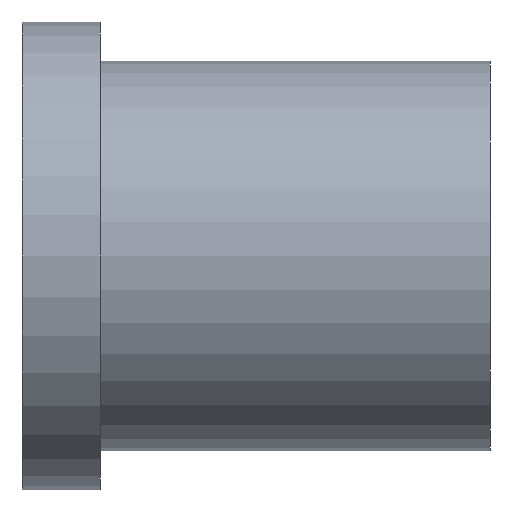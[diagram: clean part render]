
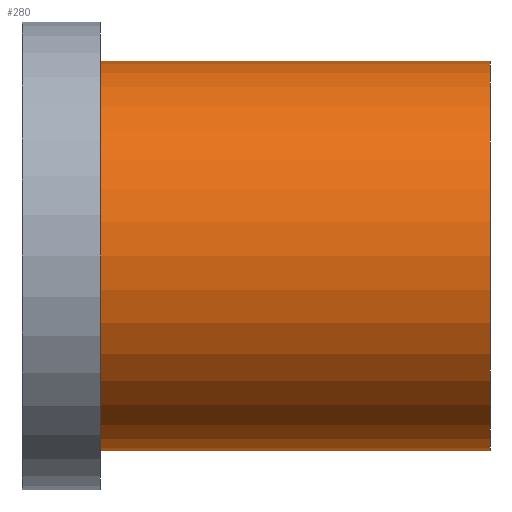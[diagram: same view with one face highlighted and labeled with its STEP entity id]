
A CAD part, front view. The second image highlights one B-rep face of the part: STEP entity #280.
In plain terms, the highlighted cylindrical face has radius 25 mm (diameter 50 mm), a partial arc.
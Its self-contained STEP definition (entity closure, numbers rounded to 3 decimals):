
#14 = VERTEX_POINT ( 'NONE', #179 ) ;
#17 = CARTESIAN_POINT ( 'NONE',  ( 0., 0., 0. ) ) ;
#29 = ORIENTED_EDGE ( 'NONE', *, *, #267, .F. ) ;
#53 = ORIENTED_EDGE ( 'NONE', *, *, #204, .T. ) ;
#56 = DIRECTION ( 'NONE',  ( -1., 0., 0. ) ) ;
#67 = AXIS2_PLACEMENT_3D ( 'NONE', #17, #115, #188 ) ;
#71 = ORIENTED_EDGE ( 'NONE', *, *, #284, .T. ) ;
#73 = AXIS2_PLACEMENT_3D ( 'NONE', #90, #56, #214 ) ;
#82 = DIRECTION ( 'NONE',  ( -1., 0., 0. ) ) ;
#90 = CARTESIAN_POINT ( 'NONE',  ( 10., 0., 0. ) ) ;
#99 = VERTEX_POINT ( 'NONE', #159 ) ;
#111 = LINE ( 'NONE', #114, #292 ) ;
#114 = CARTESIAN_POINT ( 'NONE',  ( 0., 0., -25. ) ) ;
#115 = DIRECTION ( 'NONE',  ( -1., 0., 0. ) ) ;
#121 = EDGE_CURVE ( 'NONE', #306, #124, #111, .T. ) ;
#124 = VERTEX_POINT ( 'NONE', #183 ) ;
#130 = FACE_OUTER_BOUND ( 'NONE', #277, .T. ) ;
#159 = CARTESIAN_POINT ( 'NONE',  ( 60., 0., 25. ) ) ;
#163 = VECTOR ( 'NONE', #235, 1000. ) ;
#179 = CARTESIAN_POINT ( 'NONE',  ( 10., 0., 25. ) ) ;
#182 = DIRECTION ( 'NONE',  ( -1., 0., 0. ) ) ;
#183 = CARTESIAN_POINT ( 'NONE',  ( 10., 0., -25. ) ) ;
#184 = LINE ( 'NONE', #258, #163 ) ;
#188 = DIRECTION ( 'NONE',  ( 0., 0., 1. ) ) ;
#200 = ORIENTED_EDGE ( 'NONE', *, *, #121, .F. ) ;
#204 = EDGE_CURVE ( 'NONE', #306, #99, #223, .T. ) ;
#214 = DIRECTION ( 'NONE',  ( 0., 0., 1. ) ) ;
#216 = CYLINDRICAL_SURFACE ( 'NONE', #67, 25. ) ;
#223 = CIRCLE ( 'NONE', #249, 25. ) ;
#235 = DIRECTION ( 'NONE',  ( -1., 0., 0. ) ) ;
#241 = CARTESIAN_POINT ( 'NONE',  ( 60., 0., 0. ) ) ;
#249 = AXIS2_PLACEMENT_3D ( 'NONE', #241, #182, #287 ) ;
#258 = CARTESIAN_POINT ( 'NONE',  ( 0., 0., 25. ) ) ;
#261 = CARTESIAN_POINT ( 'NONE',  ( 60., 0., -25. ) ) ;
#267 = EDGE_CURVE ( 'NONE', #124, #14, #321, .T. ) ;
#277 = EDGE_LOOP ( 'NONE', ( #200, #53, #71, #29 ) ) ;
#280 = ADVANCED_FACE ( 'NONE', ( #130 ), #216, .T. ) ;
#284 = EDGE_CURVE ( 'NONE', #99, #14, #184, .T. ) ;
#287 = DIRECTION ( 'NONE',  ( 0., 0., 1. ) ) ;
#292 = VECTOR ( 'NONE', #82, 1000. ) ;
#306 = VERTEX_POINT ( 'NONE', #261 ) ;
#321 = CIRCLE ( 'NONE', #73, 25. ) ;
